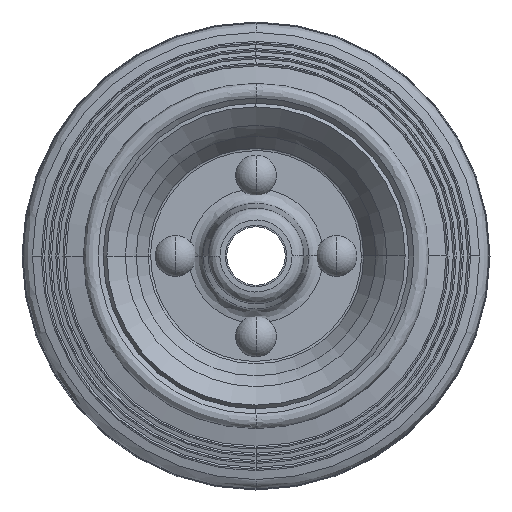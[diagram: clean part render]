
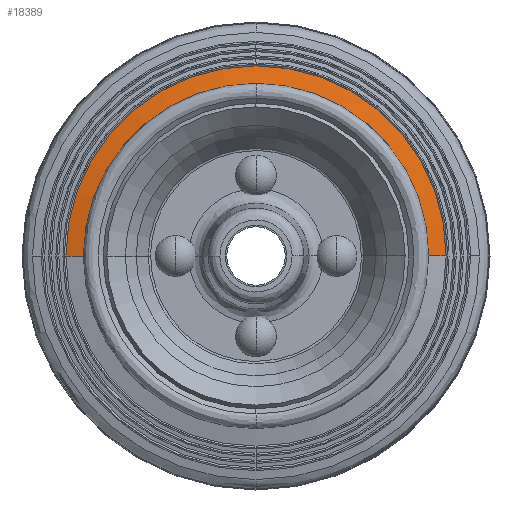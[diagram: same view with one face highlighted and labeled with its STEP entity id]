
A CAD part, left-side view. The second image highlights one B-rep face of the part: STEP entity #18389.
In plain terms, the highlighted conical face has half-angle 76.952 degrees and reference radius 65.004 mm.
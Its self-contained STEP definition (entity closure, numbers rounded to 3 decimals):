
#75 = CIRCLE ( 'NONE', #1294, 65.004 ) ;
#196 = DIRECTION ( 'NONE',  ( -1., 0., 0. ) ) ;
#776 = EDGE_LOOP ( 'NONE', ( #4901, #7414, #10776, #18704, #7611, #13362 ) ) ;
#854 = CARTESIAN_POINT ( 'NONE',  ( -17.618, 65.004, 0. ) ) ;
#1294 = AXIS2_PLACEMENT_3D ( 'NONE', #10262, #1376, #11730 ) ;
#1376 = DIRECTION ( 'NONE',  ( -1., 0., 0. ) ) ;
#1532 = DIRECTION ( 'NONE',  ( 0.226, -0.974, 0. ) ) ;
#2683 = VERTEX_POINT ( 'NONE', #6047 ) ;
#2986 = VERTEX_POINT ( 'NONE', #854 ) ;
#3562 = EDGE_CURVE ( 'NONE', #2683, #2986, #75, .T. ) ;
#4495 = VERTEX_POINT ( 'NONE', #16395 ) ;
#4901 = ORIENTED_EDGE ( 'NONE', *, *, #11424, .F. ) ;
#5348 = CIRCLE ( 'NONE', #19000, 65.004 ) ;
#5835 = EDGE_CURVE ( 'NONE', #14105, #4495, #8831, .T. ) ;
#5964 = VECTOR ( 'NONE', #16168, 1000. ) ;
#6047 = CARTESIAN_POINT ( 'NONE',  ( -17.618, 0., 65.004 ) ) ;
#6442 = AXIS2_PLACEMENT_3D ( 'NONE', #15870, #6954, #17400 ) ;
#6607 = AXIS2_PLACEMENT_3D ( 'NONE', #12897, #9977, #8540 ) ;
#6726 = FACE_OUTER_BOUND ( 'NONE', #776, .T. ) ;
#6954 = DIRECTION ( 'NONE',  ( -1., 0., 0. ) ) ;
#7051 = EDGE_CURVE ( 'NONE', #18242, #10545, #12789, .T. ) ;
#7089 = EDGE_CURVE ( 'NONE', #4495, #2683, #5348, .T. ) ;
#7414 = ORIENTED_EDGE ( 'NONE', *, *, #5835, .T. ) ;
#7478 = CARTESIAN_POINT ( 'NONE',  ( -19., 0., 0. ) ) ;
#7611 = ORIENTED_EDGE ( 'NONE', *, *, #14435, .F. ) ;
#8540 = DIRECTION ( 'NONE',  ( 0., 1., 0. ) ) ;
#8831 = LINE ( 'NONE', #13461, #16749 ) ;
#8835 = CONICAL_SURFACE ( 'NONE', #6607, 65.004, 1.343 ) ;
#9000 = DIRECTION ( 'NONE',  ( 0., 0., 1. ) ) ;
#9069 = CARTESIAN_POINT ( 'NONE',  ( -17.618, 0., 0. ) ) ;
#9934 = LINE ( 'NONE', #14679, #5964 ) ;
#9977 = DIRECTION ( 'NONE',  ( 1., 0., 0. ) ) ;
#10262 = CARTESIAN_POINT ( 'NONE',  ( -17.618, 0., 0. ) ) ;
#10408 = CARTESIAN_POINT ( 'NONE',  ( -19., -59.04, 0. ) ) ;
#10537 = DIRECTION ( 'NONE',  ( 0., 0., 1. ) ) ;
#10545 = VERTEX_POINT ( 'NONE', #18028 ) ;
#10776 = ORIENTED_EDGE ( 'NONE', *, *, #7089, .T. ) ;
#11424 = EDGE_CURVE ( 'NONE', #14105, #18242, #16013, .T. ) ;
#11730 = DIRECTION ( 'NONE',  ( 0., 0., 1. ) ) ;
#12789 = CIRCLE ( 'NONE', #17003, 59.04 ) ;
#12897 = CARTESIAN_POINT ( 'NONE',  ( -17.618, 0., 0. ) ) ;
#13362 = ORIENTED_EDGE ( 'NONE', *, *, #7051, .F. ) ;
#13461 = CARTESIAN_POINT ( 'NONE',  ( -17.618, -65.004, 0. ) ) ;
#14105 = VERTEX_POINT ( 'NONE', #10408 ) ;
#14435 = EDGE_CURVE ( 'NONE', #10545, #2986, #9934, .T. ) ;
#14679 = CARTESIAN_POINT ( 'NONE',  ( -17.618, 65.004, 0. ) ) ;
#15436 = CARTESIAN_POINT ( 'NONE',  ( -19., 0., 59.04 ) ) ;
#15870 = CARTESIAN_POINT ( 'NONE',  ( -19., 0., 0. ) ) ;
#16013 = CIRCLE ( 'NONE', #6442, 59.04 ) ;
#16168 = DIRECTION ( 'NONE',  ( 0.226, 0.974, 0. ) ) ;
#16395 = CARTESIAN_POINT ( 'NONE',  ( -17.618, -65.004, 0. ) ) ;
#16749 = VECTOR ( 'NONE', #1532, 1000. ) ;
#17003 = AXIS2_PLACEMENT_3D ( 'NONE', #7478, #17910, #9000 ) ;
#17400 = DIRECTION ( 'NONE',  ( 0., 0., 1. ) ) ;
#17910 = DIRECTION ( 'NONE',  ( -1., 0., 0. ) ) ;
#18028 = CARTESIAN_POINT ( 'NONE',  ( -19., 59.04, 0. ) ) ;
#18242 = VERTEX_POINT ( 'NONE', #15436 ) ;
#18389 = ADVANCED_FACE ( 'NONE', ( #6726 ), #8835, .T. ) ;
#18704 = ORIENTED_EDGE ( 'NONE', *, *, #3562, .T. ) ;
#19000 = AXIS2_PLACEMENT_3D ( 'NONE', #9069, #196, #10537 ) ;
